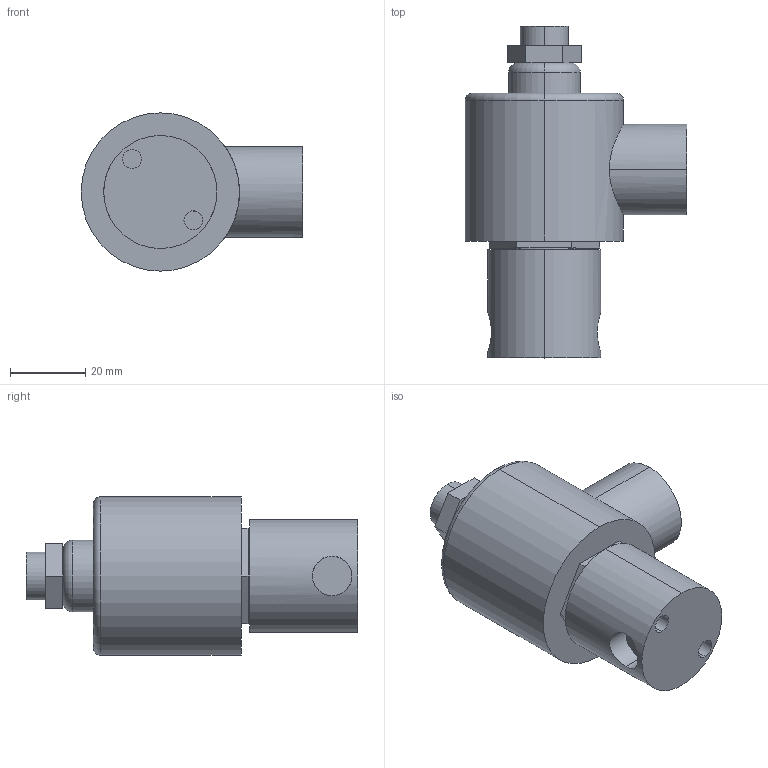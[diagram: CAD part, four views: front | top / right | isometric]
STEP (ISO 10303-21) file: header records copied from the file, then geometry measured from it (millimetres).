
FILE_DESCRIPTION (( 'STEP AP214' ), '1' );
FILE_NAME ('YS302A-2A.STEP', '2025-09-03T06:12:57', ( '' ), ( '' ), 'SwSTEP 2.0', 'SolidWorks 2024', '' );
FILE_SCHEMA (( 'AUTOMOTIVE_DESIGN' ));
Length unit declared in the file: millimetre
Products named in the file (3): AS302A_AS302A; YS302A-2A; ZS302-2_2A
Assembly tree (2 placements, depth 2):
  YS302A-2A
    ZS302-2_2A
    AS302A_AS302A
Bounding box: 58.8 x 88.05 x 42 mm (x, y, z)
Volume: 81794.8 mm3; surface area: 17198.9 mm2
Topology: 2 solids, 2 shells, 61 faces, 132 edges, 84 vertices
Faces by surface type: plane 33, cylinder 24, torus 4
Entity records: 2009 total; most frequent: CARTESIAN_POINT 547, DIRECTION 313, ORIENTED_EDGE 264, EDGE_CURVE 132, AXIS2_PLACEMENT_3D 122, VERTEX_POINT 84, EDGE_LOOP 72, VECTOR 69
